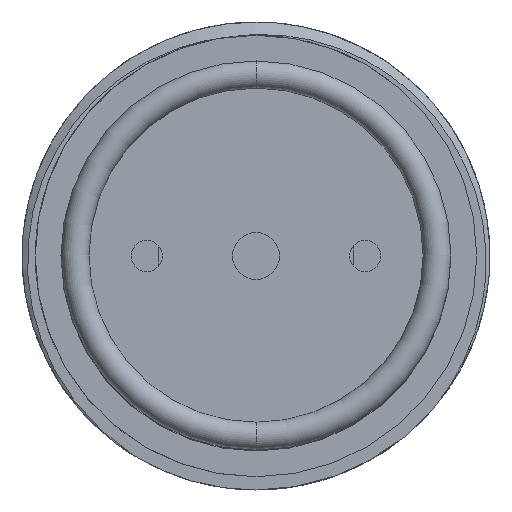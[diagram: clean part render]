
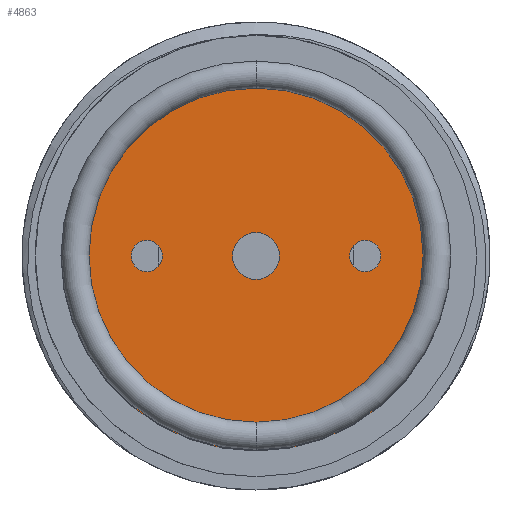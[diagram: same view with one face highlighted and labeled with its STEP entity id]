
A CAD part, front view. The second image highlights one B-rep face of the part: STEP entity #4863.
In plain terms, the highlighted planar face has unit normal (0, -1, 0).
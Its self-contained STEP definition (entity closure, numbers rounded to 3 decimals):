
#35 = CIRCLE ( 'NONE', #4528, 12.5 ) ;
#109 = VERTEX_POINT ( 'NONE', #1981 ) ;
#185 = CARTESIAN_POINT ( 'NONE',  ( 0., 1.4, 0. ) ) ;
#304 = CIRCLE ( 'NONE', #3895, 1. ) ;
#320 = ORIENTED_EDGE ( 'NONE', *, *, #1393, .F. ) ;
#323 = CARTESIAN_POINT ( 'NONE',  ( 7., 1.4, 0. ) ) ;
#330 = DIRECTION ( 'NONE',  ( 0., -1., 0. ) ) ;
#434 = EDGE_CURVE ( 'NONE', #2570, #5265, #2810, .T. ) ;
#436 = DIRECTION ( 'NONE',  ( 0., -1., 0. ) ) ;
#640 = DIRECTION ( 'NONE',  ( 0., -1., 0. ) ) ;
#721 = DIRECTION ( 'NONE',  ( 0., 0., -1. ) ) ;
#747 = ORIENTED_EDGE ( 'NONE', *, *, #1611, .F. ) ;
#800 = CARTESIAN_POINT ( 'NONE',  ( -7., 1.4, 0. ) ) ;
#841 = VERTEX_POINT ( 'NONE', #5231 ) ;
#961 = CARTESIAN_POINT ( 'NONE',  ( 0., 1.4, 0. ) ) ;
#994 = ORIENTED_EDGE ( 'NONE', *, *, #1781, .F. ) ;
#1168 = AXIS2_PLACEMENT_3D ( 'NONE', #3065, #3053, #3465 ) ;
#1206 = DIRECTION ( 'NONE',  ( 0., 0., -1. ) ) ;
#1330 = CIRCLE ( 'NONE', #5236, 1. ) ;
#1385 = DIRECTION ( 'NONE',  ( 0., 0., -1. ) ) ;
#1393 = EDGE_CURVE ( 'NONE', #5265, #2570, #5089, .T. ) ;
#1483 = CARTESIAN_POINT ( 'NONE',  ( 0., 1.4, 0. ) ) ;
#1611 = EDGE_CURVE ( 'NONE', #1824, #2667, #1330, .T. ) ;
#1770 = FACE_OUTER_BOUND ( 'NONE', #2661, .T. ) ;
#1781 = EDGE_CURVE ( 'NONE', #1805, #841, #3112, .T. ) ;
#1805 = VERTEX_POINT ( 'NONE', #2747 ) ;
#1812 = DIRECTION ( 'NONE',  ( 0., 0., -1. ) ) ;
#1824 = VERTEX_POINT ( 'NONE', #4411 ) ;
#1836 = DIRECTION ( 'NONE',  ( 0., -1., 0. ) ) ;
#1852 = CARTESIAN_POINT ( 'NONE',  ( 0., 1.4, -1.5 ) ) ;
#1981 = CARTESIAN_POINT ( 'NONE',  ( 0., 1.4, 12.5 ) ) ;
#1989 = AXIS2_PLACEMENT_3D ( 'NONE', #961, #3811, #1385 ) ;
#2423 = AXIS2_PLACEMENT_3D ( 'NONE', #323, #3145, #721 ) ;
#2570 = VERTEX_POINT ( 'NONE', #1852 ) ;
#2579 = ORIENTED_EDGE ( 'NONE', *, *, #2956, .T. ) ;
#2661 = EDGE_LOOP ( 'NONE', ( #2579, #3900 ) ) ;
#2666 = PLANE ( 'NONE',  #1168 ) ;
#2667 = VERTEX_POINT ( 'NONE', #4731 ) ;
#2693 = EDGE_CURVE ( 'NONE', #109, #5139, #4855, .T. ) ;
#2710 = CIRCLE ( 'NONE', #3089, 1. ) ;
#2741 = EDGE_CURVE ( 'NONE', #841, #1805, #2710, .T. ) ;
#2747 = CARTESIAN_POINT ( 'NONE',  ( 7., 1.4, -1. ) ) ;
#2758 = CARTESIAN_POINT ( 'NONE',  ( -7., 1.4, 0. ) ) ;
#2787 = AXIS2_PLACEMENT_3D ( 'NONE', #1483, #640, #3470 ) ;
#2810 = CIRCLE ( 'NONE', #3610, 1.5 ) ;
#2822 = FACE_BOUND ( 'NONE', #3926, .T. ) ;
#2853 = CARTESIAN_POINT ( 'NONE',  ( 0., 1.4, 0. ) ) ;
#2956 = EDGE_CURVE ( 'NONE', #5139, #109, #35, .T. ) ;
#3053 = DIRECTION ( 'NONE',  ( 0., -1., 0. ) ) ;
#3065 = CARTESIAN_POINT ( 'NONE',  ( 0., 1.4, 0. ) ) ;
#3089 = AXIS2_PLACEMENT_3D ( 'NONE', #4250, #1836, #4661 ) ;
#3112 = CIRCLE ( 'NONE', #2423, 1. ) ;
#3145 = DIRECTION ( 'NONE',  ( 0., -1., 0. ) ) ;
#3162 = DIRECTION ( 'NONE',  ( 0., 0., -1. ) ) ;
#3263 = DIRECTION ( 'NONE',  ( 0., 0., -1. ) ) ;
#3465 = DIRECTION ( 'NONE',  ( 0., 0., -1. ) ) ;
#3470 = DIRECTION ( 'NONE',  ( 0., 0., -1. ) ) ;
#3610 = AXIS2_PLACEMENT_3D ( 'NONE', #185, #5037, #1812 ) ;
#3636 = DIRECTION ( 'NONE',  ( 0., -1., 0. ) ) ;
#3811 = DIRECTION ( 'NONE',  ( 0., -1., 0. ) ) ;
#3842 = ORIENTED_EDGE ( 'NONE', *, *, #5040, .F. ) ;
#3895 = AXIS2_PLACEMENT_3D ( 'NONE', #2758, #330, #3162 ) ;
#3900 = ORIENTED_EDGE ( 'NONE', *, *, #2693, .T. ) ;
#3910 = FACE_BOUND ( 'NONE', #4934, .T. ) ;
#3926 = EDGE_LOOP ( 'NONE', ( #3842, #747 ) ) ;
#3969 = ORIENTED_EDGE ( 'NONE', *, *, #434, .F. ) ;
#4106 = EDGE_LOOP ( 'NONE', ( #994, #4112 ) ) ;
#4112 = ORIENTED_EDGE ( 'NONE', *, *, #2741, .F. ) ;
#4168 = FACE_BOUND ( 'NONE', #4106, .T. ) ;
#4250 = CARTESIAN_POINT ( 'NONE',  ( 7., 1.4, 0. ) ) ;
#4411 = CARTESIAN_POINT ( 'NONE',  ( -7., 1.4, 1. ) ) ;
#4528 = AXIS2_PLACEMENT_3D ( 'NONE', #2853, #436, #3263 ) ;
#4661 = DIRECTION ( 'NONE',  ( 0., 0., -1. ) ) ;
#4731 = CARTESIAN_POINT ( 'NONE',  ( -7., 1.4, -1. ) ) ;
#4855 = CIRCLE ( 'NONE', #1989, 12.5 ) ;
#4863 = ADVANCED_FACE ( 'NONE', ( #4168, #2822, #3910, #1770 ), #2666, .T. ) ;
#4934 = EDGE_LOOP ( 'NONE', ( #3969, #320 ) ) ;
#5036 = CARTESIAN_POINT ( 'NONE',  ( 0., 1.4, 1.5 ) ) ;
#5037 = DIRECTION ( 'NONE',  ( 0., -1., 0. ) ) ;
#5040 = EDGE_CURVE ( 'NONE', #2667, #1824, #304, .T. ) ;
#5089 = CIRCLE ( 'NONE', #2787, 1.5 ) ;
#5139 = VERTEX_POINT ( 'NONE', #5219 ) ;
#5219 = CARTESIAN_POINT ( 'NONE',  ( 0., 1.4, -12.5 ) ) ;
#5231 = CARTESIAN_POINT ( 'NONE',  ( 7., 1.4, 1. ) ) ;
#5236 = AXIS2_PLACEMENT_3D ( 'NONE', #800, #3636, #1206 ) ;
#5265 = VERTEX_POINT ( 'NONE', #5036 ) ;
